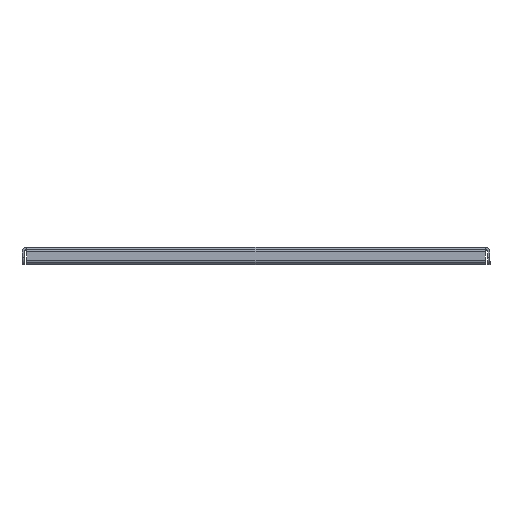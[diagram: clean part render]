
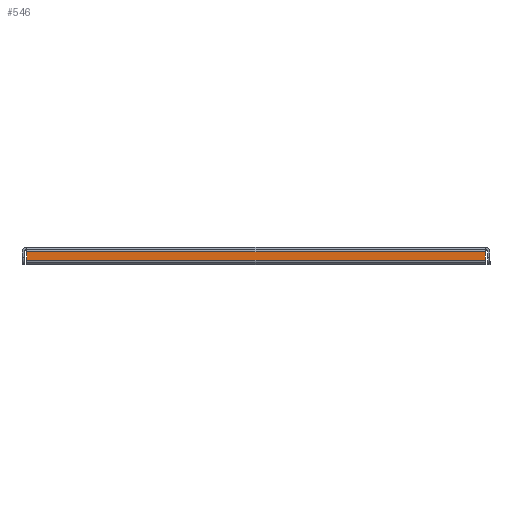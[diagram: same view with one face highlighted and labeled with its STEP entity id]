
A CAD part, front view. The second image highlights one B-rep face of the part: STEP entity #546.
In plain terms, the highlighted planar face has unit normal (0, -1, 0).
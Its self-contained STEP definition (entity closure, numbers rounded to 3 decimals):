
#127 = DIRECTION ( 'NONE',  ( 1., 0., 0. ) ) ;
#183 = ORIENTED_EDGE ( 'NONE', *, *, #2642, .F. ) ;
#296 = EDGE_CURVE ( 'NONE', #1936, #446, #1461, .T. ) ;
#321 = CARTESIAN_POINT ( 'NONE',  ( 195.5, -450., -4. ) ) ;
#347 = CARTESIAN_POINT ( 'NONE',  ( 195.5, -450., -2. ) ) ;
#446 = VERTEX_POINT ( 'NONE', #321 ) ;
#451 = DIRECTION ( 'NONE',  ( 0., 0., 1. ) ) ;
#546 = ADVANCED_FACE ( 'NONE', ( #859 ), #1075, .F. ) ;
#624 = DIRECTION ( 'NONE',  ( 0., 0., 1. ) ) ;
#848 = VECTOR ( 'NONE', #451, 1000. ) ;
#859 = FACE_OUTER_BOUND ( 'NONE', #2944, .T. ) ;
#885 = DIRECTION ( 'NONE',  ( 1., 0., 0. ) ) ;
#948 = CARTESIAN_POINT ( 'NONE',  ( -195.5, -450., -11. ) ) ;
#1075 = PLANE ( 'NONE',  #2956 ) ;
#1461 = LINE ( 'NONE', #2373, #2706 ) ;
#1475 = VECTOR ( 'NONE', #1759, 1000. ) ;
#1759 = DIRECTION ( 'NONE',  ( 0., 0., -1. ) ) ;
#1767 = LINE ( 'NONE', #2022, #1794 ) ;
#1773 = DIRECTION ( 'NONE',  ( 0., 1., 0. ) ) ;
#1794 = VECTOR ( 'NONE', #885, 1000. ) ;
#1904 = CARTESIAN_POINT ( 'NONE',  ( -195.5, -450., -4. ) ) ;
#1908 = ORIENTED_EDGE ( 'NONE', *, *, #296, .F. ) ;
#1936 = VERTEX_POINT ( 'NONE', #1904 ) ;
#1966 = LINE ( 'NONE', #347, #1475 ) ;
#2012 = CARTESIAN_POINT ( 'NONE',  ( -195.5, -450., -15. ) ) ;
#2022 = CARTESIAN_POINT ( 'NONE',  ( -195.5, -450., -11. ) ) ;
#2065 = EDGE_CURVE ( 'NONE', #2695, #2213, #1767, .T. ) ;
#2213 = VERTEX_POINT ( 'NONE', #2793 ) ;
#2299 = EDGE_CURVE ( 'NONE', #2695, #1936, #2501, .T. ) ;
#2370 = ORIENTED_EDGE ( 'NONE', *, *, #2065, .T. ) ;
#2373 = CARTESIAN_POINT ( 'NONE',  ( 195.5, -450., -4. ) ) ;
#2501 = LINE ( 'NONE', #2012, #848 ) ;
#2642 = EDGE_CURVE ( 'NONE', #446, #2213, #1966, .T. ) ;
#2682 = ORIENTED_EDGE ( 'NONE', *, *, #2299, .F. ) ;
#2695 = VERTEX_POINT ( 'NONE', #948 ) ;
#2706 = VECTOR ( 'NONE', #127, 1000. ) ;
#2793 = CARTESIAN_POINT ( 'NONE',  ( 195.5, -450., -11. ) ) ;
#2913 = CARTESIAN_POINT ( 'NONE',  ( 0., -450., 0. ) ) ;
#2944 = EDGE_LOOP ( 'NONE', ( #2370, #183, #1908, #2682 ) ) ;
#2956 = AXIS2_PLACEMENT_3D ( 'NONE', #2913, #1773, #624 ) ;
